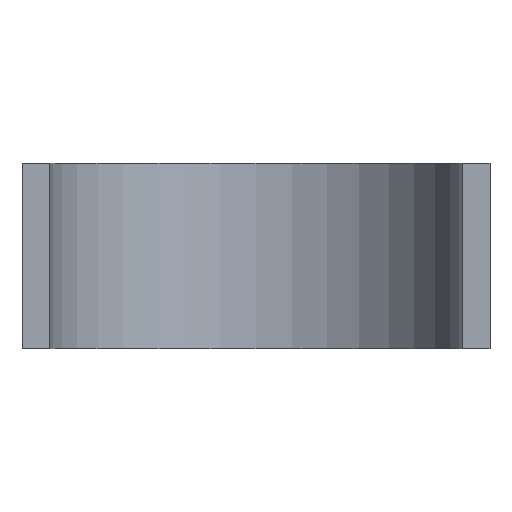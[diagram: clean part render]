
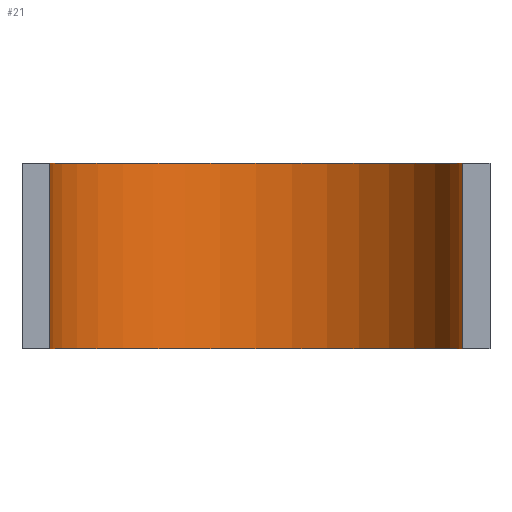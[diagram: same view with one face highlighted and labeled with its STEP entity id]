
A CAD part, front view. The second image highlights one B-rep face of the part: STEP entity #21.
In plain terms, the highlighted cylindrical face has radius 44.5 mm (diameter 89 mm), a partial arc.
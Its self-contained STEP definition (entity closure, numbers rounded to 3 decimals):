
#10 = CARTESIAN_POINT ( 'NONE',  ( 0., 44.5, 20. ) ) ;
#21 = ADVANCED_FACE ( 'NONE', ( #334 ), #208, .F. ) ;
#23 = ORIENTED_EDGE ( 'NONE', *, *, #343, .T. ) ;
#26 = CARTESIAN_POINT ( 'NONE',  ( 44.5, 44.5, -20. ) ) ;
#32 = VERTEX_POINT ( 'NONE', #241 ) ;
#41 = AXIS2_PLACEMENT_3D ( 'NONE', #10, #273, #173 ) ;
#44 = CARTESIAN_POINT ( 'NONE',  ( 0., 44.5, -20. ) ) ;
#45 = EDGE_CURVE ( 'NONE', #64, #194, #311, .T. ) ;
#57 = EDGE_LOOP ( 'NONE', ( #143, #223, #266, #23 ) ) ;
#60 = VECTOR ( 'NONE', #128, 1000. ) ;
#64 = VERTEX_POINT ( 'NONE', #274 ) ;
#72 = VERTEX_POINT ( 'NONE', #135 ) ;
#89 = DIRECTION ( 'NONE',  ( -1., 0., 0. ) ) ;
#111 = VECTOR ( 'NONE', #359, 1000. ) ;
#120 = CARTESIAN_POINT ( 'NONE',  ( 0., 44.5, 20. ) ) ;
#128 = DIRECTION ( 'NONE',  ( 0., 0., -1. ) ) ;
#130 = AXIS2_PLACEMENT_3D ( 'NONE', #44, #301, #328 ) ;
#132 = LINE ( 'NONE', #232, #111 ) ;
#135 = CARTESIAN_POINT ( 'NONE',  ( 44.5, 44.5, 20. ) ) ;
#143 = ORIENTED_EDGE ( 'NONE', *, *, #45, .T. ) ;
#173 = DIRECTION ( 'NONE',  ( -1., 0., 0. ) ) ;
#194 = VERTEX_POINT ( 'NONE', #26 ) ;
#195 = EDGE_CURVE ( 'NONE', #32, #72, #284, .T. ) ;
#199 = AXIS2_PLACEMENT_3D ( 'NONE', #120, #382, #89 ) ;
#208 = CYLINDRICAL_SURFACE ( 'NONE', #41, 44.5 ) ;
#223 = ORIENTED_EDGE ( 'NONE', *, *, #362, .F. ) ;
#232 = CARTESIAN_POINT ( 'NONE',  ( 44.5, 44.5, 20. ) ) ;
#235 = CARTESIAN_POINT ( 'NONE',  ( -44.5, 44.5, 20. ) ) ;
#241 = CARTESIAN_POINT ( 'NONE',  ( -44.5, 44.5, 20. ) ) ;
#266 = ORIENTED_EDGE ( 'NONE', *, *, #195, .F. ) ;
#273 = DIRECTION ( 'NONE',  ( 0., 0., -1. ) ) ;
#274 = CARTESIAN_POINT ( 'NONE',  ( -44.5, 44.5, -20. ) ) ;
#284 = CIRCLE ( 'NONE', #199, 44.5 ) ;
#301 = DIRECTION ( 'NONE',  ( 0., 0., -1. ) ) ;
#311 = CIRCLE ( 'NONE', #130, 44.5 ) ;
#328 = DIRECTION ( 'NONE',  ( -1., 0., 0. ) ) ;
#334 = FACE_OUTER_BOUND ( 'NONE', #57, .T. ) ;
#343 = EDGE_CURVE ( 'NONE', #32, #64, #392, .T. ) ;
#359 = DIRECTION ( 'NONE',  ( 0., 0., -1. ) ) ;
#362 = EDGE_CURVE ( 'NONE', #72, #194, #132, .T. ) ;
#382 = DIRECTION ( 'NONE',  ( 0., 0., -1. ) ) ;
#392 = LINE ( 'NONE', #235, #60 ) ;
